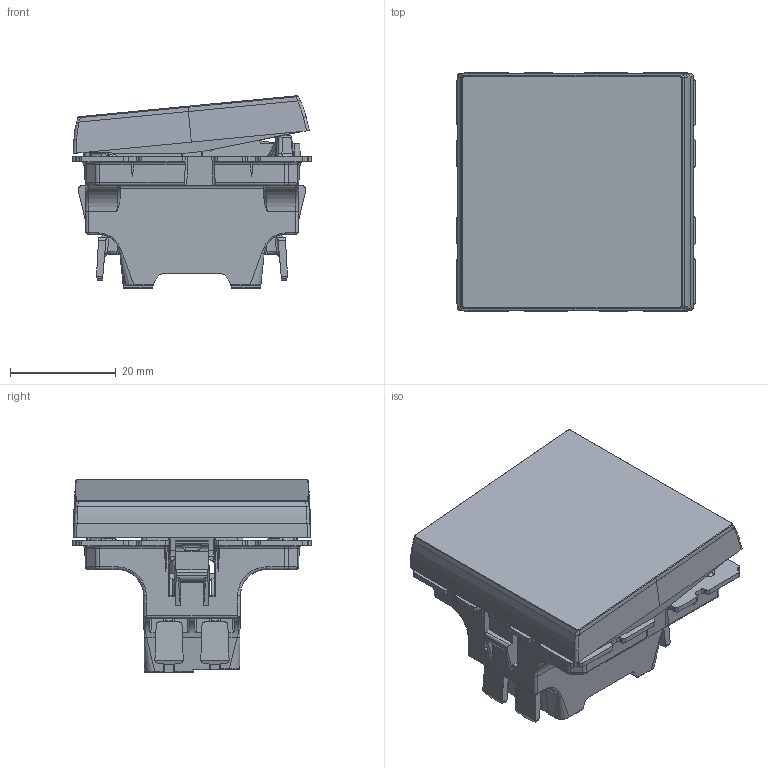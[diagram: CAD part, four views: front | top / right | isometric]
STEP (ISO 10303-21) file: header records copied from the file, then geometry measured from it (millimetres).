
FILE_DESCRIPTION(('CATIA V5 STEP Exchange','CAx-IF Rec.Pracs.--- Model Styling and Organization---1.5--- 2016-08-15','CAx-IF Rec.Pracs.---Supplemental Geometry---1.0---2011-11-01','CAx-IF Rec.Pracs.--- Composite Materials ---1.1---2010-07-15'),'2;1');
FILE_NAME('077011L-ASS-1.stp','2023-09-13T12:48:23+00:00',('none'),('none'),'CATIA Version 5-6 Release 2020 SP3','CATIA V5 STEP AP214 v2','none');
FILE_SCHEMA(('AUTOMOTIVE_DESIGN { 1 0 10303 214 1 1 1 1 }'));
Products named in the file (6): 077011L ; EE01526_A; T000923_A ; EB01035_A; GE00229_A; EG01087_A
Assembly tree (5 placements, depth 3):
  077011L 
    EE01526_A
    T000923_A 
      EB01035_A
      GE00229_A
      EG01087_A
Bounding box: 45.05 x 45.05 x 36.35 mm (x, y, z)
Volume: 17163.6 mm3; surface area: 21686.5 mm2
Topology: 10 solids, 10 shells, 1517 faces, 4272 edges, 2739 vertices
Faces by surface type: plane 688, cylinder 477, bspline 256, cone 59, sphere 23, torus 10, revolution 4
Entity records: 62276 total; most frequent: CARTESIAN_POINT 29823, ORIENTED_EDGE 8474, EDGE_CURVE 4237, DIRECTION 3866, VERTEX_POINT 2739, B_SPLINE_CURVE_WITH_KNOTS 2249, VECTOR 1745, LINE 1745
